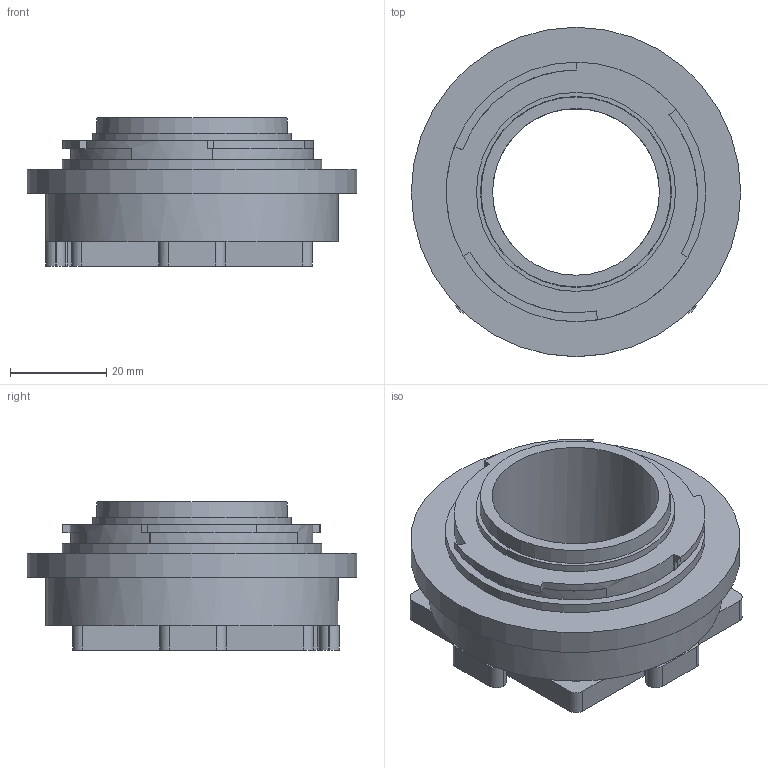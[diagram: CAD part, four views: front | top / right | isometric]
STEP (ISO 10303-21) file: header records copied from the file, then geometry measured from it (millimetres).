
FILE_DESCRIPTION(/* description */ (''),/* implementation_level */ '2;1');
FILE_NAME(/* name */ 'Assembly_Cube_CanonEOS_Adapter_v3.iam.step',/* time_stamp */ '2022-11-29T09:01:52+01:00',/* author */ ('Prakash Lab'),/* organization */ (''),/* preprocessor_version */ 'ST-DEVELOPER v18.1',/* originating_system */ 'Autodesk Inventor 2022',/* authorisation */ '');
FILE_SCHEMA (('AUTOMOTIVE_DESIGN { 1 0 10303 214 3 1 1 }'));
Products named in the file (3): Assembly_Cube_CanonEOS_Adapter_v3; 10_Base_v2; 2_5282965831716706020
Assembly tree (2 placements, depth 2):
  Assembly_Cube_CanonEOS_Adapter_v3
    10_Base_v2
    2_5282965831716706020
Bounding box: 68.5 x 68.5 x 30.8 mm (x, y, z)
Volume: 47040.8 mm3; surface area: 16872.8 mm2
Topology: 1 solids, 9 shells, 174 faces, 402 edges, 259 vertices
Faces by surface type: plane 100, cylinder 72, cone 2
Full cylindrical faces by diameter (mm): 4.3 x2, 4.8 x4, 4.9 x16, 7.8 x1, 34.677 x1, 41.379 x1, 54 x1, 60.8 x1
Entity records: 5108 total; most frequent: DIRECTION 950, CARTESIAN_POINT 840, ORIENTED_EDGE 804, EDGE_CURVE 402, AXIS2_PLACEMENT_3D 369, VERTEX_POINT 259, LINE 212, VECTOR 212
